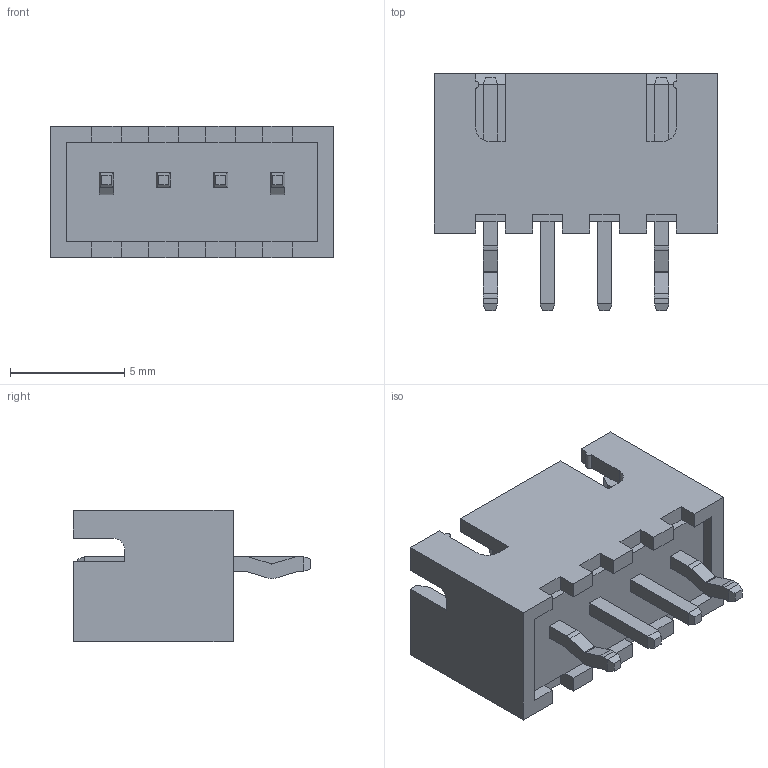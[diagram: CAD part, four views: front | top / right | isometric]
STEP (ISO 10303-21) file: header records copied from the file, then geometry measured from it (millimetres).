
FILE_DESCRIPTION (( 'STEP AP214' ), '1' );
FILE_NAME ('B4B-XH-A(LF)(SN).STEP', '2022-05-31T19:38:03', ( '' ), ( '' ), 'SwSTEP 2.0', 'SolidWorks 2017', '' );
FILE_SCHEMA (( 'AUTOMOTIVE_DESIGN' ));
Length unit declared in the file: millimetre
Products named in the file (1): B4B-XH-A(LF)(SN)
Bounding box: 12.4 x 10.4 x 5.75 mm (x, y, z)
Volume: 197.4 mm3; surface area: 684.5 mm2
Topology: 5 solids, 5 shells, 193 faces, 498 edges, 315 vertices
Faces by surface type: plane 170, cylinder 23
Entity records: 7014 total; most frequent: CARTESIAN_POINT 1013, ORIENTED_EDGE 996, DIRECTION 929, EDGE_CURVE 498, VECTOR 451, LINE 451, VERTEX_POINT 315, AXIS2_PLACEMENT_3D 239
